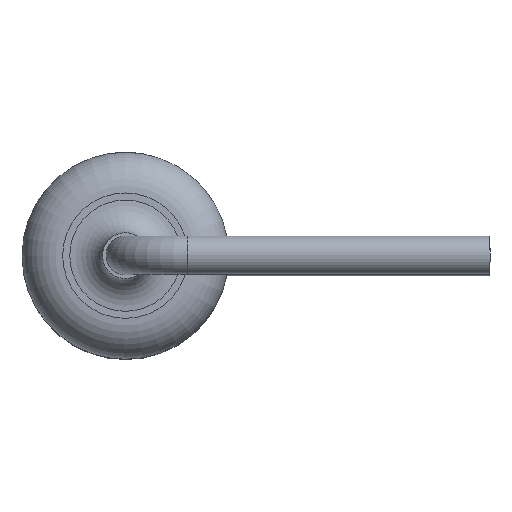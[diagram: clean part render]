
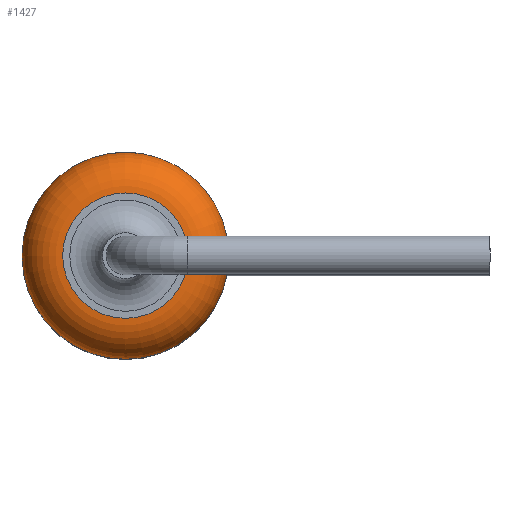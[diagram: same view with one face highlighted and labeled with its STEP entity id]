
A CAD part, top view. The second image highlights one B-rep face of the part: STEP entity #1427.
In plain terms, the highlighted toroidal (fillet/blend) face has major radius 0.731 mm and minor radius 0.474 mm.
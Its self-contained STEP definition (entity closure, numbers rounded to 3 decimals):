
#107=TOROIDAL_SURFACE('',#1558,0.731,0.474);
#413=FACE_OUTER_BOUND('',#489,.T.);
#489=EDGE_LOOP('',(#1039,#1040,#1041,#1042,#1043,#1044));
#594=CIRCLE('',#1559,0.731);
#595=CIRCLE('',#1560,0.731);
#596=CIRCLE('',#1561,0.474);
#597=CIRCLE('',#1562,1.205);
#598=CIRCLE('',#1563,1.205);
#646=VERTEX_POINT('',#2025);
#647=VERTEX_POINT('',#2026);
#648=VERTEX_POINT('',#2029);
#649=VERTEX_POINT('',#2031);
#799=EDGE_CURVE('',#646,#647,#594,.T.);
#800=EDGE_CURVE('',#647,#646,#595,.T.);
#801=EDGE_CURVE('',#647,#648,#596,.T.);
#802=EDGE_CURVE('',#649,#648,#597,.T.);
#803=EDGE_CURVE('',#648,#649,#598,.T.);
#1039=ORIENTED_EDGE('',*,*,#799,.F.);
#1040=ORIENTED_EDGE('',*,*,#800,.F.);
#1041=ORIENTED_EDGE('',*,*,#801,.T.);
#1042=ORIENTED_EDGE('',*,*,#802,.F.);
#1043=ORIENTED_EDGE('',*,*,#803,.F.);
#1044=ORIENTED_EDGE('',*,*,#801,.F.);
#1427=ADVANCED_FACE('',(#413),#107,.T.);
#1558=AXIS2_PLACEMENT_3D('',#2024,#1725,#1726);
#1559=AXIS2_PLACEMENT_3D('',#2027,#1727,#1728);
#1560=AXIS2_PLACEMENT_3D('',#2028,#1729,#1730);
#1561=AXIS2_PLACEMENT_3D('',#2030,#1731,#1732);
#1562=AXIS2_PLACEMENT_3D('',#2032,#1733,#1734);
#1563=AXIS2_PLACEMENT_3D('',#2033,#1735,#1736);
#1725=DIRECTION('center_axis',(0.,0.,1.));
#1726=DIRECTION('ref_axis',(1.,0.,0.));
#1727=DIRECTION('center_axis',(0.,0.,1.));
#1728=DIRECTION('ref_axis',(1.,0.,0.));
#1729=DIRECTION('center_axis',(0.,0.,1.));
#1730=DIRECTION('ref_axis',(1.,0.,0.));
#1731=DIRECTION('center_axis',(0.,-1.,0.));
#1732=DIRECTION('ref_axis',(-1.,0.,0.));
#1733=DIRECTION('center_axis',(0.,0.,-1.));
#1734=DIRECTION('ref_axis',(1.,0.,0.));
#1735=DIRECTION('center_axis',(0.,0.,-1.));
#1736=DIRECTION('ref_axis',(1.,0.,0.));
#2024=CARTESIAN_POINT('Origin',(0.,0.,1.686));
#2025=CARTESIAN_POINT('',(0.731,0.,2.16));
#2026=CARTESIAN_POINT('',(-0.731,0.,2.16));
#2027=CARTESIAN_POINT('Origin',(0.,0.,2.16));
#2028=CARTESIAN_POINT('Origin',(0.,0.,2.16));
#2029=CARTESIAN_POINT('',(-1.205,0.,1.686));
#2030=CARTESIAN_POINT('Origin',(-0.731,0.,
1.686));
#2031=CARTESIAN_POINT('',(1.205,0.,1.686));
#2032=CARTESIAN_POINT('Origin',(0.,0.,1.686));
#2033=CARTESIAN_POINT('Origin',(0.,0.,1.686));
